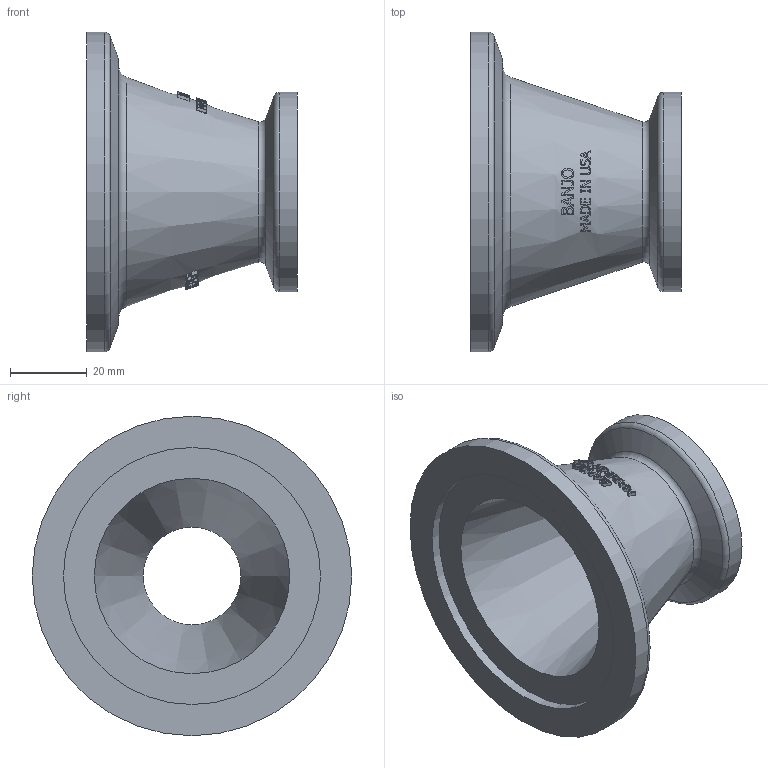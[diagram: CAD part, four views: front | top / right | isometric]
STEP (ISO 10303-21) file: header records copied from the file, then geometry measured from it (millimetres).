
FILE_DESCRIPTION((''),'2;1');
FILE_NAME('M220100CPG.stp','2012-03-01T09:52:33',('areid'),(''),'Autodesk Inventor 2012','Autodesk Inventor 2012','');
FILE_SCHEMA(('AUTOMOTIVE_DESIGN { 1 0 10303 214 1 1 1 1 }'));
Length unit declared in the file: inch
Products named in the file (1): M220100CPG
Bounding box: 54.59 x 83.06 x 83.06 mm (x, y, z)
Volume: 59635.3 mm3; surface area: 24133.2 mm2
Topology: 1 solids, 1 shells, 392 faces, 1048 edges, 696 vertices
Faces by surface type: plane 182, bspline 162, cone 39, torus 5, cylinder 4
Full cylindrical faces by diameter (mm): 34.798 x1, 51.816 x1, 66.802 x1, 83.058 x1
Entity records: 14960 total; most frequent: CARTESIAN_POINT 6443, ORIENTED_EDGE 2070, DIRECTION 1269, EDGE_CURVE 1035, VERTEX_POINT 696, AXIS2_PLACEMENT_3D 445, EDGE_LOOP 445, FACE_OUTER_BOUND 392
